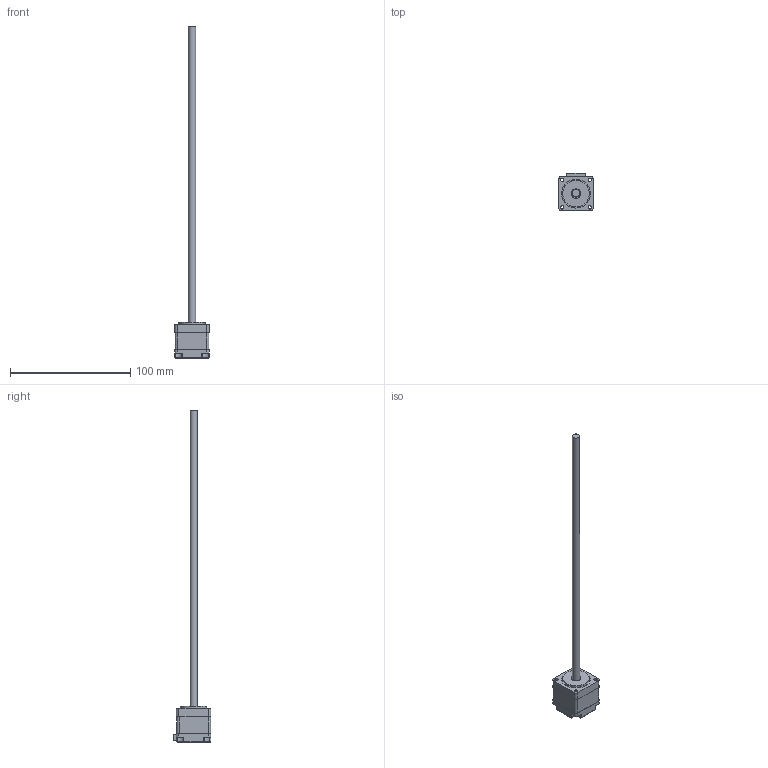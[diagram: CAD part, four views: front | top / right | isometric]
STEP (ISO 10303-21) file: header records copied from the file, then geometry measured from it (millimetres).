
FILE_DESCRIPTION(/* description */ (''),/* implementation_level */ '2;1');
FILE_NAME(/* name */ 'Nema11.stp',/* time_stamp */ '2025-12-01T21:19:56+01:00',/* author */ ('R5800u'),/* organization */ (''),/* preprocessor_version */ 'ST-DEVELOPER v20',/* originating_system */ 'Autodesk Inventor 2025',/* authorisation */ '');
FILE_SCHEMA (('AUTOMOTIVE_DESIGN { 1 0 10303 214 3 1 1 }'));
Length unit declared in the file: millimetre
Products named in the file (1): Nema11
Bounding box: 28.5 x 31.2 x 276 mm (x, y, z)
Volume: 28859.1 mm3; surface area: 10648.3 mm2
Topology: 1 solids, 1 shells, 112 faces, 269 edges, 166 vertices
Faces by surface type: plane 61, cylinder 38, sphere 8, torus 5
Full cylindrical faces by diameter (mm): 2.8 x4, 5 x1, 6 x1, 8 x2, 22 x1, 24 x1
Entity records: 3408 total; most frequent: DIRECTION 578, CARTESIAN_POINT 540, ORIENTED_EDGE 522, EDGE_CURVE 261, AXIS2_PLACEMENT_3D 204, LINE 170, VECTOR 170, VERTEX_POINT 166
